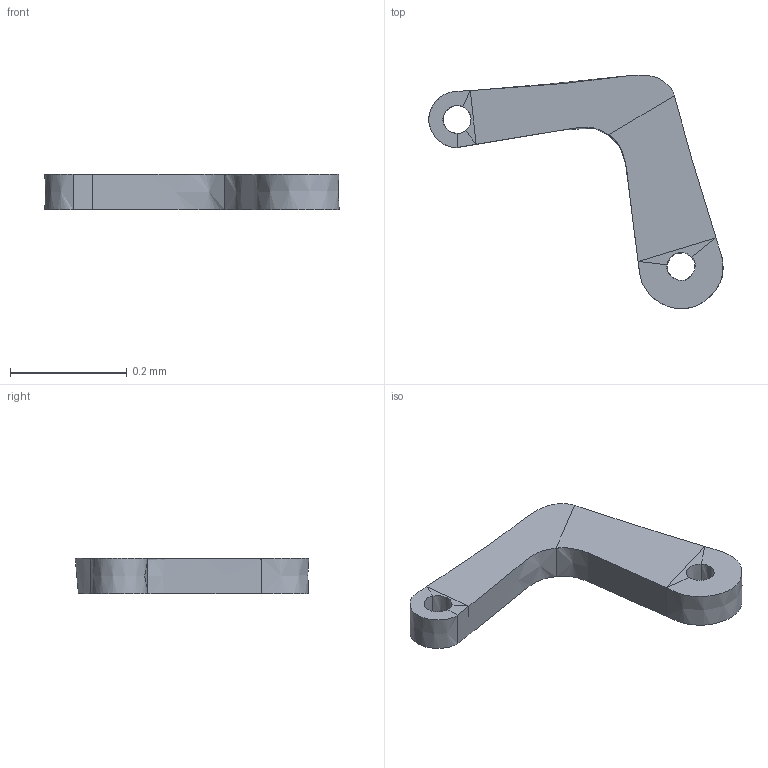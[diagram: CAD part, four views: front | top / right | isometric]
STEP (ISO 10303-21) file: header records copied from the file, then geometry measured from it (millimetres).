
FILE_DESCRIPTION((''),'2;1');
FILE_NAME('db.DataRepository.StepModel', '2013-04-23T16:22:14', ('ANONYMOUS USER'), ('ANONYMOUS ORGANISATION'), 'The EXPRESS Data Manager Version 5.01.0100.02 SimDM : 22 Jun 2012', '', '');
FILE_SCHEMA(('AP209_MULTIDISCIPLINARY_ANALYSIS_AND_DESIGN_MIM_LF'));
Products named in the file (1): GeomObjects
Bounding box: 0.5 x 0.4 x 0.06 mm (x, y, z)
Volume: 0 mm3; surface area: 0.3 mm2
Topology: 1 solids, 1 shells, 44 faces, 88 edges, 40 vertices
Faces by surface type: bspline 44
Entity records: 3440 total; most frequent: CARTESIAN_POINT 2772, B_SPLINE_CURVE_WITH_KNOTS 176, ORIENTED_EDGE 176, EDGE_CURVE 88, B_SPLINE_SURFACE_WITH_KNOTS 44, ADVANCED_FACE 44, FACE_OUTER_BOUND 44, EDGE_LOOP 44
